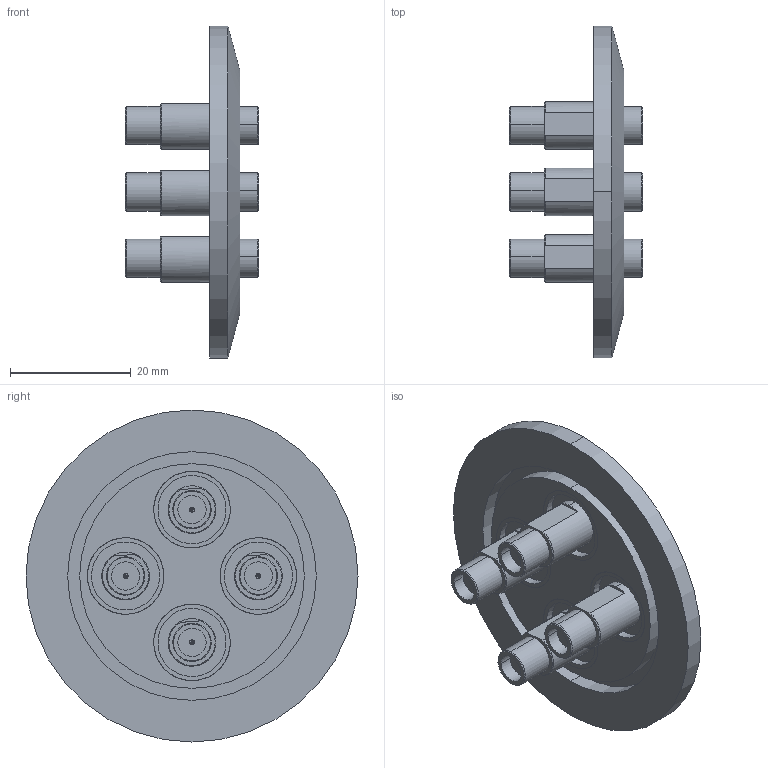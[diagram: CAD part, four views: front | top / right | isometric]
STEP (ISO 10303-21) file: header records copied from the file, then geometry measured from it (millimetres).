
FILE_DESCRIPTION (( 'STEP AP214' ), '1' );
FILE_NAME ('242-SMAD18G-K40-4.STEP', '2014-09-10T09:47:38', ( 'allectra' ), ( 'Microsoft' ), 'SwSTEP 2.0', 'SolidWorks 2014', '' );
FILE_SCHEMA (( 'AUTOMOTIVE_DESIGN' ));
Length unit declared in the file: millimetre
Products named in the file (3): 242-SMAD18G-W; 9242-SMAD18G-K40-4_DN40 KF; 242-SMAD18G-K40-4
Assembly tree (5 placements, depth 2):
  242-SMAD18G-K40-4
    9242-SMAD18G-K40-4_DN40 KF
    242-SMAD18G-W  x4
Bounding box: 22.1 x 55 x 55 mm (x, y, z)
Volume: 11187.5 mm3; surface area: 9736.1 mm2
Topology: 9 solids, 9 shells, 188 faces, 394 edges, 258 vertices
Faces by surface type: cylinder 102, plane 60, cone 26
Entity records: 1886 total; most frequent: DIRECTION 355, CARTESIAN_POINT 296, ORIENTED_EDGE 266, AXIS2_PLACEMENT_3D 154, EDGE_CURVE 133, VERTEX_POINT 87, CIRCLE 84, EDGE_LOOP 82
